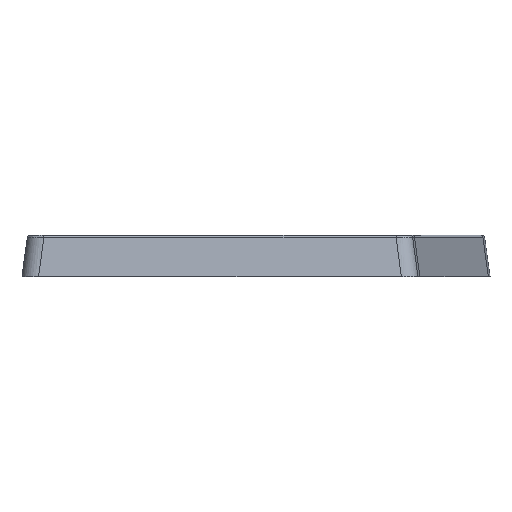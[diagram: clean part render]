
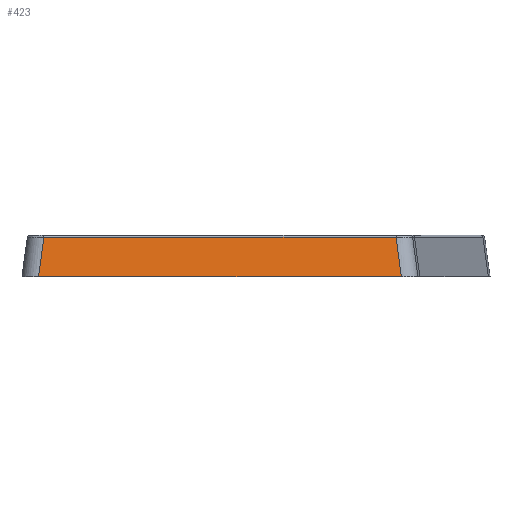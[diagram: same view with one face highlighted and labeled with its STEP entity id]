
A CAD part, left-side view. The second image highlights one B-rep face of the part: STEP entity #423.
In plain terms, the highlighted free-form (B-spline) face has degree [1, 1] with [2, 2] control points.
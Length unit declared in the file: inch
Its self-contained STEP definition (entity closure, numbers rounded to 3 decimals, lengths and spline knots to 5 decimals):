
#423=ADVANCED_FACE('',(#915),#7930,.T.);
#915=FACE_OUTER_BOUND('',#1428,.T.);
#1428=EDGE_LOOP('',(#3655,#3656,#3657,#3658));
#3655=ORIENTED_EDGE('',*,*,#5110,.T.);
#3656=ORIENTED_EDGE('',*,*,#4482,.F.);
#3657=ORIENTED_EDGE('',*,*,#5109,.F.);
#3658=ORIENTED_EDGE('',*,*,#5121,.F.);
#4482=EDGE_CURVE('',#6905,#6904,#6243,.T.);
#5109=EDGE_CURVE('',#7296,#6905,#5809,.T.);
#5110=EDGE_CURVE('',#7295,#6904,#5810,.T.);
#5121=EDGE_CURVE('',#7295,#7296,#5819,.T.);
#5809=(
BOUNDED_CURVE()
B_SPLINE_CURVE(1,(#13884,#13885),.UNSPECIFIED.,.F.,.F.)
B_SPLINE_CURVE_WITH_KNOTS((2,2),(0.00052,0.48284),
 .UNSPECIFIED.)
CURVE()
GEOMETRIC_REPRESENTATION_ITEM()
RATIONAL_B_SPLINE_CURVE((1.,1.))
REPRESENTATION_ITEM('')
);
#5810=(
BOUNDED_CURVE()
B_SPLINE_CURVE(1,(#13886,#13887),.UNSPECIFIED.,.F.,.F.)
B_SPLINE_CURVE_WITH_KNOTS((2,2),(0.00052,0.48284),
 .UNSPECIFIED.)
CURVE()
GEOMETRIC_REPRESENTATION_ITEM()
RATIONAL_B_SPLINE_CURVE((1.,1.))
REPRESENTATION_ITEM('')
);
#5819=(
BOUNDED_CURVE()
B_SPLINE_CURVE(1,(#13909,#13910),.UNSPECIFIED.,.F.,.F.)
B_SPLINE_CURVE_WITH_KNOTS((2,2),(-0.00347,4.20698),
 .UNSPECIFIED.)
CURVE()
GEOMETRIC_REPRESENTATION_ITEM()
RATIONAL_B_SPLINE_CURVE((1.,1.))
REPRESENTATION_ITEM('')
);
#6243=B_SPLINE_CURVE_WITH_KNOTS('',1,(#12256,#12257),.UNSPECIFIED.,.F.,
 .F.,(2,2),(-38.90119,-36.9294),.UNSPECIFIED.);
#6904=VERTEX_POINT('',#10771);
#6905=VERTEX_POINT('',#10772);
#7295=VERTEX_POINT('',#11162);
#7296=VERTEX_POINT('',#11163);
#7930=B_SPLINE_SURFACE_WITH_KNOTS('',1,1,((#8975,#8976),(#8977,#8978)),
 .UNSPECIFIED.,.F.,.F.,.F.,(2,2),(2,2),(0.,1.52643),(-38.99132,
-36.83927),.UNSPECIFIED.);
#8975=CARTESIAN_POINT('',(-0.91577,-4.05,-1.));
#8976=CARTESIAN_POINT('',(-0.91577,0.95,-1.));
#8977=CARTESIAN_POINT('',(-0.71577,-3.85,0.5));
#8978=CARTESIAN_POINT('',(-0.71577,0.75,0.5));
#10771=CARTESIAN_POINT('',(-0.78244,0.61842,0.));
#10772=CARTESIAN_POINT('',(-0.78244,-3.71842,0.));
#11162=CARTESIAN_POINT('',(-0.71924,0.55523,0.47396));
#11163=CARTESIAN_POINT('',(-0.71924,-3.65523,0.47396));
#12256=CARTESIAN_POINT('',(-0.78244,-3.71842,0.));
#12257=CARTESIAN_POINT('',(-0.78244,0.61842,0.));
#13884=CARTESIAN_POINT('',(-0.71924,-3.65523,0.47396));
#13885=CARTESIAN_POINT('',(-0.78244,-3.71842,0.));
#13886=CARTESIAN_POINT('',(-0.71924,0.55523,0.47396));
#13887=CARTESIAN_POINT('',(-0.78244,0.61842,0.));
#13909=CARTESIAN_POINT('',(-0.71924,0.55523,0.47396));
#13910=CARTESIAN_POINT('',(-0.71924,-3.65523,0.47396));
